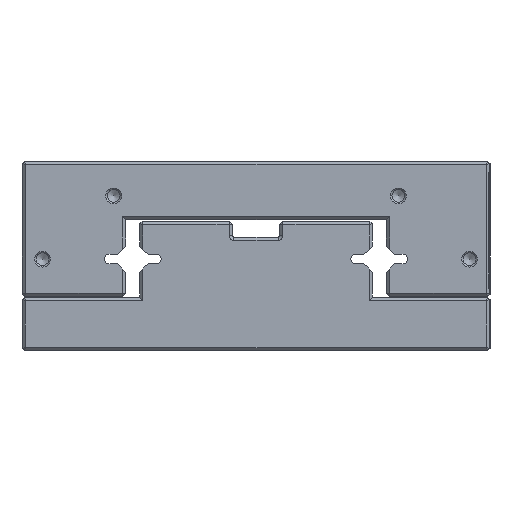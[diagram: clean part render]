
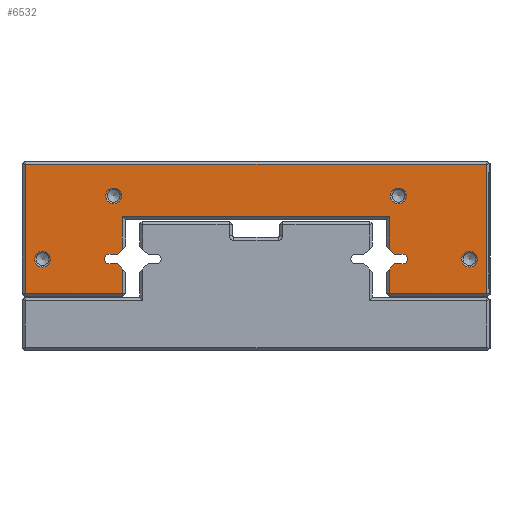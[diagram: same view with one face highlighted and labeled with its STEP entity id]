
A CAD part, left-side view. The second image highlights one B-rep face of the part: STEP entity #6532.
In plain terms, the highlighted planar face has unit normal (-1, 0, 0).
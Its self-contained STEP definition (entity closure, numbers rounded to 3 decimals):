
#5287=FACE_BOUND('',#10240,.T.);
#5288=FACE_BOUND('',#10241,.T.);
#5289=FACE_BOUND('',#10242,.T.);
#5290=FACE_BOUND('',#10243,.T.);
#5291=FACE_BOUND('',#10244,.T.);
#5958=CIRCLE('',#28110,1.5);
#5963=CIRCLE('',#28123,1.5);
#5969=CIRCLE('',#28135,2.5);
#5970=CIRCLE('',#28136,2.5);
#5971=CIRCLE('',#28137,2.5);
#5972=CIRCLE('',#28138,2.5);
#6532=ADVANCED_FACE('',(#5287,#5288,#5289,#5290,#5291),#7829,.T.);
#7829=PLANE('',#28139);
#10240=EDGE_LOOP('',(#13483,#13484,#13485,#13486,#13487,#13488,#13489,#13490,
#13491,#13492,#13493,#13494,#13495,#13496,#13497,#13498,#13499,#13500,#13501,
#13502,#13503,#13504,#13505,#13506));
#10241=EDGE_LOOP('',(#13507));
#10242=EDGE_LOOP('',(#13508));
#10243=EDGE_LOOP('',(#13509));
#10244=EDGE_LOOP('',(#13510));
#13483=ORIENTED_EDGE('',*,*,#21051,.F.);
#13484=ORIENTED_EDGE('',*,*,#21092,.T.);
#13485=ORIENTED_EDGE('',*,*,#21093,.T.);
#13486=ORIENTED_EDGE('',*,*,#21094,.T.);
#13487=ORIENTED_EDGE('',*,*,#21034,.F.);
#13488=ORIENTED_EDGE('',*,*,#21028,.F.);
#13489=ORIENTED_EDGE('',*,*,#21025,.F.);
#13490=ORIENTED_EDGE('',*,*,#21022,.F.);
#13491=ORIENTED_EDGE('',*,*,#21020,.F.);
#13492=ORIENTED_EDGE('',*,*,#21095,.T.);
#13493=ORIENTED_EDGE('',*,*,#21096,.T.);
#13494=ORIENTED_EDGE('',*,*,#21097,.T.);
#13495=ORIENTED_EDGE('',*,*,#21098,.T.);
#13496=ORIENTED_EDGE('',*,*,#21099,.T.);
#13497=ORIENTED_EDGE('',*,*,#21100,.T.);
#13498=ORIENTED_EDGE('',*,*,#21101,.T.);
#13499=ORIENTED_EDGE('',*,*,#21102,.T.);
#13500=ORIENTED_EDGE('',*,*,#21103,.T.);
#13501=ORIENTED_EDGE('',*,*,#21104,.T.);
#13502=ORIENTED_EDGE('',*,*,#21105,.T.);
#13503=ORIENTED_EDGE('',*,*,#21065,.F.);
#13504=ORIENTED_EDGE('',*,*,#21059,.F.);
#13505=ORIENTED_EDGE('',*,*,#21056,.F.);
#13506=ORIENTED_EDGE('',*,*,#21053,.F.);
#13507=ORIENTED_EDGE('',*,*,#21106,.T.);
#13508=ORIENTED_EDGE('',*,*,#21107,.T.);
#13509=ORIENTED_EDGE('',*,*,#21108,.T.);
#13510=ORIENTED_EDGE('',*,*,#21109,.T.);
#18664=VERTEX_POINT('',#37846);
#18665=VERTEX_POINT('',#37848);
#18666=VERTEX_POINT('',#37852);
#18668=VERTEX_POINT('',#37858);
#18670=VERTEX_POINT('',#37864);
#18675=VERTEX_POINT('',#37876);
#18687=VERTEX_POINT('',#37908);
#18688=VERTEX_POINT('',#37910);
#18689=VERTEX_POINT('',#37914);
#18691=VERTEX_POINT('',#37920);
#18693=VERTEX_POINT('',#37926);
#18698=VERTEX_POINT('',#37938);
#18721=VERTEX_POINT('',#37992);
#18722=VERTEX_POINT('',#37994);
#18723=VERTEX_POINT('',#37997);
#18724=VERTEX_POINT('',#37999);
#18725=VERTEX_POINT('',#38001);
#18726=VERTEX_POINT('',#38003);
#18727=VERTEX_POINT('',#38005);
#18728=VERTEX_POINT('',#38007);
#18729=VERTEX_POINT('',#38009);
#18730=VERTEX_POINT('',#38011);
#18731=VERTEX_POINT('',#38013);
#18732=VERTEX_POINT('',#38015);
#18733=VERTEX_POINT('',#38018);
#18734=VERTEX_POINT('',#38020);
#18735=VERTEX_POINT('',#38022);
#18736=VERTEX_POINT('',#38024);
#21020=EDGE_CURVE('',#18664,#18665,#23721,.T.);
#21022=EDGE_CURVE('',#18665,#18666,#23723,.T.);
#21025=EDGE_CURVE('',#18666,#18668,#5958,.T.);
#21028=EDGE_CURVE('',#18668,#18670,#23727,.T.);
#21034=EDGE_CURVE('',#18670,#18675,#23733,.T.);
#21051=EDGE_CURVE('',#18687,#18688,#23747,.T.);
#21053=EDGE_CURVE('',#18688,#18689,#23749,.T.);
#21056=EDGE_CURVE('',#18689,#18691,#5963,.T.);
#21059=EDGE_CURVE('',#18691,#18693,#23753,.T.);
#21065=EDGE_CURVE('',#18693,#18698,#23759,.T.);
#21092=EDGE_CURVE('',#18687,#18721,#23782,.T.);
#21093=EDGE_CURVE('',#18721,#18722,#23783,.T.);
#21094=EDGE_CURVE('',#18722,#18675,#23784,.T.);
#21095=EDGE_CURVE('',#18664,#18723,#23785,.T.);
#21096=EDGE_CURVE('',#18723,#18724,#23786,.T.);
#21097=EDGE_CURVE('',#18724,#18725,#23787,.T.);
#21098=EDGE_CURVE('',#18725,#18726,#23788,.T.);
#21099=EDGE_CURVE('',#18726,#18727,#23789,.T.);
#21100=EDGE_CURVE('',#18727,#18728,#23790,.T.);
#21101=EDGE_CURVE('',#18728,#18729,#23791,.T.);
#21102=EDGE_CURVE('',#18729,#18730,#23792,.T.);
#21103=EDGE_CURVE('',#18730,#18731,#23793,.T.);
#21104=EDGE_CURVE('',#18731,#18732,#23794,.T.);
#21105=EDGE_CURVE('',#18732,#18698,#23795,.T.);
#21106=EDGE_CURVE('',#18733,#18733,#5969,.T.);
#21107=EDGE_CURVE('',#18734,#18734,#5970,.T.);
#21108=EDGE_CURVE('',#18735,#18735,#5971,.T.);
#21109=EDGE_CURVE('',#18736,#18736,#5972,.T.);
#23721=LINE('',#37847,#26031);
#23723=LINE('',#37851,#26033);
#23727=LINE('',#37863,#26037);
#23733=LINE('',#37875,#26043);
#23747=LINE('',#37909,#26057);
#23749=LINE('',#37913,#26059);
#23753=LINE('',#37925,#26063);
#23759=LINE('',#37937,#26069);
#23782=LINE('',#37991,#26092);
#23783=LINE('',#37993,#26093);
#23784=LINE('',#37995,#26094);
#23785=LINE('',#37996,#26095);
#23786=LINE('',#37998,#26096);
#23787=LINE('',#38000,#26097);
#23788=LINE('',#38002,#26098);
#23789=LINE('',#38004,#26099);
#23790=LINE('',#38006,#26100);
#23791=LINE('',#38008,#26101);
#23792=LINE('',#38010,#26102);
#23793=LINE('',#38012,#26103);
#23794=LINE('',#38014,#26104);
#23795=LINE('',#38016,#26105);
#26031=VECTOR('',#31194,1.);
#26033=VECTOR('',#31198,1.);
#26037=VECTOR('',#31210,1.);
#26043=VECTOR('',#31218,1.);
#26057=VECTOR('',#31246,1.);
#26059=VECTOR('',#31250,1.);
#26063=VECTOR('',#31262,1.);
#26069=VECTOR('',#31270,1.);
#26092=VECTOR('',#31309,1.);
#26093=VECTOR('',#31310,1.);
#26094=VECTOR('',#31311,1.);
#26095=VECTOR('',#31312,1.);
#26096=VECTOR('',#31313,1.);
#26097=VECTOR('',#31314,1.);
#26098=VECTOR('',#31315,1.);
#26099=VECTOR('',#31316,1.);
#26100=VECTOR('',#31317,1.);
#26101=VECTOR('',#31318,1.);
#26102=VECTOR('',#31319,1.);
#26103=VECTOR('',#31320,1.);
#26104=VECTOR('',#31321,1.);
#26105=VECTOR('',#31322,1.);
#28110=AXIS2_PLACEMENT_3D('',#37857,#31203,#31204);
#28123=AXIS2_PLACEMENT_3D('',#37919,#31255,#31256);
#28135=AXIS2_PLACEMENT_3D('',#38017,#31323,#31324);
#28136=AXIS2_PLACEMENT_3D('',#38019,#31325,#31326);
#28137=AXIS2_PLACEMENT_3D('',#38021,#31327,#31328);
#28138=AXIS2_PLACEMENT_3D('',#38023,#31329,#31330);
#28139=AXIS2_PLACEMENT_3D('',#38025,#31331,#31332);
#31194=DIRECTION('',(0.,-0.707,0.707));
#31198=DIRECTION('',(0.,-1.,0.));
#31203=DIRECTION('',(-1.,0.,0.));
#31204=DIRECTION('',(0.,0.,-1.));
#31210=DIRECTION('',(0.,1.,0.));
#31218=DIRECTION('',(0.,0.707,0.707));
#31246=DIRECTION('',(0.,0.707,-0.707));
#31250=DIRECTION('',(0.,1.,0.));
#31255=DIRECTION('',(-1.,0.,0.));
#31256=DIRECTION('',(0.,0.,1.));
#31262=DIRECTION('',(0.,-1.,0.));
#31270=DIRECTION('',(0.,-0.707,-0.707));
#31309=DIRECTION('',(0.,0.,1.));
#31310=DIRECTION('',(0.,-1.,0.));
#31311=DIRECTION('',(0.,0.,-1.));
#31312=DIRECTION('',(0.,0.,-1.));
#31313=DIRECTION('',(0.,-1.,0.));
#31314=DIRECTION('',(0.,-0.707,0.707));
#31315=DIRECTION('',(0.,0.,1.));
#31316=DIRECTION('',(0.,0.707,0.707));
#31317=DIRECTION('',(0.,1.,0.));
#31318=DIRECTION('',(0.,0.707,-0.707));
#31319=DIRECTION('',(0.,0.,-1.));
#31320=DIRECTION('',(0.,-0.707,-0.707));
#31321=DIRECTION('',(0.,-1.,0.));
#31322=DIRECTION('',(0.,0.,1.));
#31323=DIRECTION('',(1.,0.,0.));
#31324=DIRECTION('',(0.,0.,-1.));
#31325=DIRECTION('',(1.,0.,0.));
#31326=DIRECTION('',(0.,0.,-1.));
#31327=DIRECTION('',(1.,0.,0.));
#31328=DIRECTION('',(0.,0.,-1.));
#31329=DIRECTION('',(1.,0.,0.));
#31330=DIRECTION('',(0.,0.,-1.));
#31331=DIRECTION('',(-1.,0.,0.));
#31332=DIRECTION('',(0.,0.,-1.));
#37846=CARTESIAN_POINT('',(80.,31.75,25.886));
#37847=CARTESIAN_POINT('',(80.,32.75,24.886));
#37848=CARTESIAN_POINT('',(80.,30.136,27.5));
#37851=CARTESIAN_POINT('',(80.,30.136,27.5));
#37852=CARTESIAN_POINT('',(80.,27.5,27.5));
#37857=CARTESIAN_POINT('',(80.,27.5,29.));
#37858=CARTESIAN_POINT('',(80.,27.5,30.5));
#37863=CARTESIAN_POINT('',(80.,27.5,30.5));
#37864=CARTESIAN_POINT('',(80.,30.136,30.5));
#37875=CARTESIAN_POINT('',(80.,30.136,30.5));
#37876=CARTESIAN_POINT('',(80.,31.75,32.114));
#37908=CARTESIAN_POINT('',(80.,116.25,32.114));
#37909=CARTESIAN_POINT('',(80.,115.25,33.114));
#37910=CARTESIAN_POINT('',(80.,117.864,30.5));
#37913=CARTESIAN_POINT('',(80.,117.864,30.5));
#37914=CARTESIAN_POINT('',(80.,120.5,30.5));
#37919=CARTESIAN_POINT('',(80.,120.5,29.));
#37920=CARTESIAN_POINT('',(80.,120.5,27.5));
#37925=CARTESIAN_POINT('',(80.,120.5,27.5));
#37926=CARTESIAN_POINT('',(80.,117.864,27.5));
#37937=CARTESIAN_POINT('',(80.,117.864,27.5));
#37938=CARTESIAN_POINT('',(80.,116.25,25.886));
#37991=CARTESIAN_POINT('',(80.,116.25,41.5));
#37992=CARTESIAN_POINT('',(80.,116.25,42.5));
#37993=CARTESIAN_POINT('',(80.,32.75,42.5));
#37994=CARTESIAN_POINT('',(80.,31.75,42.5));
#37995=CARTESIAN_POINT('',(80.,31.75,33.114));
#37996=CARTESIAN_POINT('',(80.,31.75,17.2));
#37997=CARTESIAN_POINT('',(80.,31.75,18.2));
#37998=CARTESIAN_POINT('',(80.,0.7,18.2));
#37999=CARTESIAN_POINT('',(80.,1.114,18.2));
#38000=CARTESIAN_POINT('',(80.,8.907,10.407));
#38001=CARTESIAN_POINT('',(80.,1.,18.314));
#38002=CARTESIAN_POINT('',(80.,1.,59.3));
#38003=CARTESIAN_POINT('',(80.,1.,58.886));
#38004=CARTESIAN_POINT('',(80.,-0.693,57.193));
#38005=CARTESIAN_POINT('',(80.,1.114,59.));
#38006=CARTESIAN_POINT('',(80.,147.3,59.));
#38007=CARTESIAN_POINT('',(80.,146.886,59.));
#38008=CARTESIAN_POINT('',(80.,102.193,103.693));
#38009=CARTESIAN_POINT('',(80.,147.,58.886));
#38010=CARTESIAN_POINT('',(80.,147.,17.9));
#38011=CARTESIAN_POINT('',(80.,147.,18.314));
#38012=CARTESIAN_POINT('',(80.,92.593,-36.093));
#38013=CARTESIAN_POINT('',(80.,146.886,18.2));
#38014=CARTESIAN_POINT('',(80.,115.25,18.2));
#38015=CARTESIAN_POINT('',(80.,116.25,18.2));
#38016=CARTESIAN_POINT('',(80.,116.25,24.886));
#38017=CARTESIAN_POINT('',(80.,141.5,29.));
#38018=CARTESIAN_POINT('',(80.,141.5,26.5));
#38019=CARTESIAN_POINT('',(80.,6.5,29.));
#38020=CARTESIAN_POINT('',(80.,6.5,26.5));
#38021=CARTESIAN_POINT('',(80.,29.,49.));
#38022=CARTESIAN_POINT('',(80.,29.,46.5));
#38023=CARTESIAN_POINT('',(80.,119.,49.));
#38024=CARTESIAN_POINT('',(80.,119.,46.5));
#38025=CARTESIAN_POINT('',(80.,27.5,29.));
